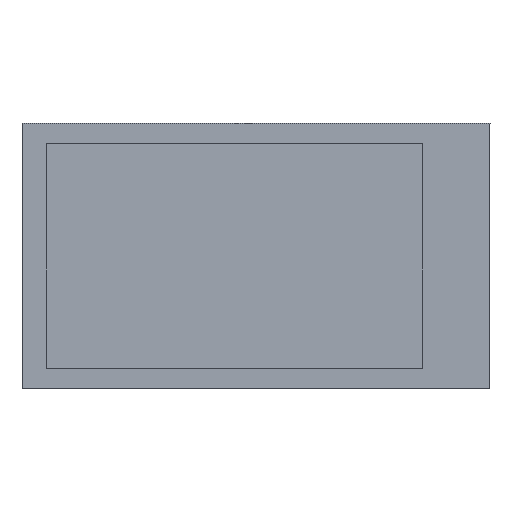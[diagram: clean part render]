
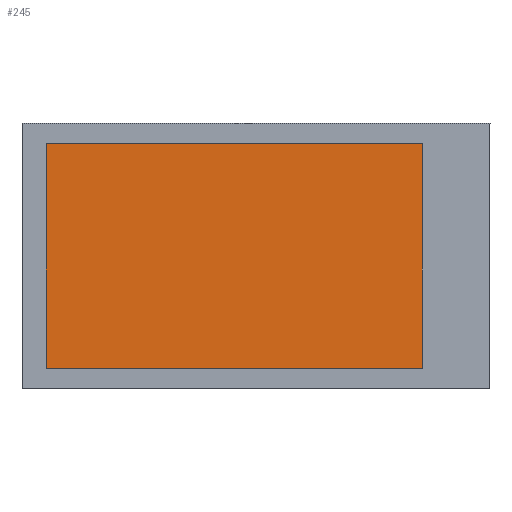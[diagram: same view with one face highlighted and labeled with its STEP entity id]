
A CAD part, top view. The second image highlights one B-rep face of the part: STEP entity #245.
In plain terms, the highlighted planar face has unit normal (0, 0, 1).
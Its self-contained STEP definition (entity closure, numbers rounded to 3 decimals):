
#168 = EDGE_CURVE('',#169,#171,#173,.T.);
#169 = VERTEX_POINT('',#170);
#170 = CARTESIAN_POINT('',(12.455,-7.43,1.6));
#171 = VERTEX_POINT('',#172);
#172 = CARTESIAN_POINT('',(-12.455,-7.43,1.6));
#173 = LINE('',#174,#175);
#174 = CARTESIAN_POINT('',(12.455,-7.43,1.6));
#175 = VECTOR('',#176,1.);
#176 = DIRECTION('',(-1.,0.,0.));
#178 = EDGE_CURVE('',#171,#179,#181,.T.);
#179 = VERTEX_POINT('',#180);
#180 = CARTESIAN_POINT('',(-12.455,7.43,1.6));
#181 = LINE('',#182,#183);
#182 = CARTESIAN_POINT('',(-12.455,-7.43,1.6));
#183 = VECTOR('',#184,1.);
#184 = DIRECTION('',(0.,1.,0.));
#186 = EDGE_CURVE('',#179,#187,#189,.T.);
#187 = VERTEX_POINT('',#188);
#188 = CARTESIAN_POINT('',(12.455,7.43,1.6));
#189 = LINE('',#190,#191);
#190 = CARTESIAN_POINT('',(-12.455,7.43,1.6));
#191 = VECTOR('',#192,1.);
#192 = DIRECTION('',(1.,0.,0.));
#194 = EDGE_CURVE('',#187,#169,#195,.T.);
#195 = LINE('',#196,#197);
#196 = CARTESIAN_POINT('',(12.455,7.43,1.6));
#197 = VECTOR('',#198,1.);
#198 = DIRECTION('',(0.,-1.,0.));
#245 = ADVANCED_FACE('',(#246),#252,.T.);
#246 = FACE_BOUND('',#247,.T.);
#247 = EDGE_LOOP('',(#248,#249,#250,#251));
#248 = ORIENTED_EDGE('',*,*,#168,.F.);
#249 = ORIENTED_EDGE('',*,*,#194,.F.);
#250 = ORIENTED_EDGE('',*,*,#186,.F.);
#251 = ORIENTED_EDGE('',*,*,#178,.F.);
#252 = PLANE('',#253);
#253 = AXIS2_PLACEMENT_3D('',#254,#255,#256);
#254 = CARTESIAN_POINT('',(0.,0.,1.6));
#255 = DIRECTION('',(0.,0.,1.));
#256 = DIRECTION('',(1.,0.,0.));
